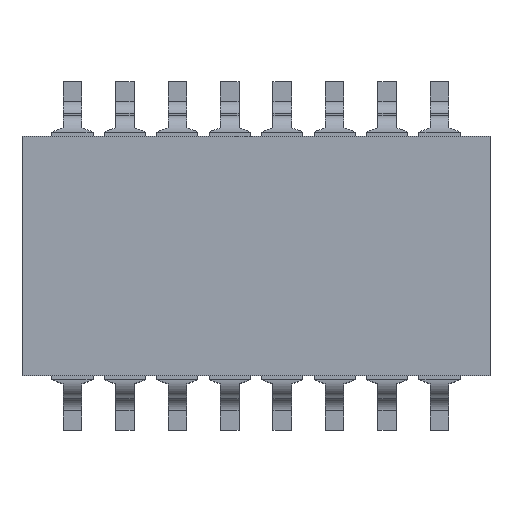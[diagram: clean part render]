
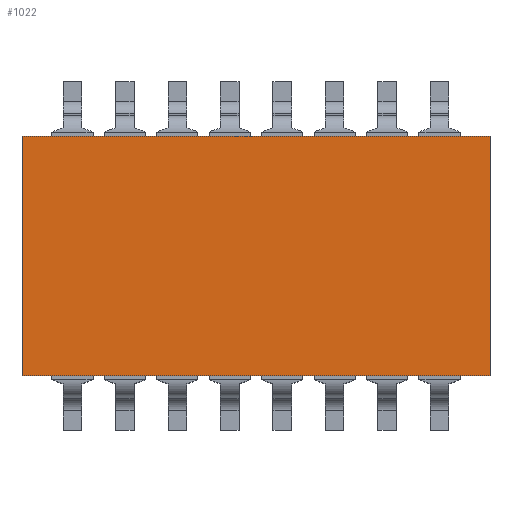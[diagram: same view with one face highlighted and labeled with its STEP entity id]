
A CAD part, top view. The second image highlights one B-rep face of the part: STEP entity #1022.
In plain terms, the highlighted planar face has unit normal (0, 0, 1).
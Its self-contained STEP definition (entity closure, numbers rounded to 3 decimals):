
#1022 = ADVANCED_FACE( '', ( #2258 ), #2259, .T. );
#2258 = FACE_OUTER_BOUND( '', #3894, .T. );
#2259 = PLANE( '', #3895 );
#3894 = EDGE_LOOP( '', ( #5848, #5849, #5850, #5851 ) );
#3895 = AXIS2_PLACEMENT_3D( '', #5852, #5853, #5854 );
#5848 = ORIENTED_EDGE( '', *, *, #10992, .T. );
#5849 = ORIENTED_EDGE( '', *, *, #10993, .T. );
#5850 = ORIENTED_EDGE( '', *, *, #10994, .T. );
#5851 = ORIENTED_EDGE( '', *, *, #10995, .T. );
#5852 = CARTESIAN_POINT( '', ( 0., 0., 0.05 ) );
#5853 = DIRECTION( '', ( 0., 0., 1. ) );
#5854 = DIRECTION( '', ( 1., 0., 0. ) );
#10992 = EDGE_CURVE( '', #13161, #13162, #13163, .T. );
#10993 = EDGE_CURVE( '', #13162, #13164, #13165, .T. );
#10994 = EDGE_CURVE( '', #13164, #13166, #13167, .T. );
#10995 = EDGE_CURVE( '', #13166, #13161, #13168, .T. );
#13161 = VERTEX_POINT( '', #16354 );
#13162 = VERTEX_POINT( '', #16355 );
#13163 = LINE( '', #16356, #16357 );
#13164 = VERTEX_POINT( '', #16358 );
#13165 = LINE( '', #16359, #16360 );
#13166 = VERTEX_POINT( '', #16361 );
#13167 = LINE( '', #16362, #16363 );
#13168 = LINE( '', #16364, #16365 );
#16354 = CARTESIAN_POINT( '', ( -5.665, 2.9, 0.05 ) );
#16355 = CARTESIAN_POINT( '', ( -5.665, -2.9, 0.05 ) );
#16356 = CARTESIAN_POINT( '', ( -5.665, 2.9, 0.05 ) );
#16357 = VECTOR( '', #20835, 1000. );
#16358 = CARTESIAN_POINT( '', ( 5.665, -2.9, 0.05 ) );
#16359 = CARTESIAN_POINT( '', ( -5.665, -2.9, 0.05 ) );
#16360 = VECTOR( '', #20836, 1000. );
#16361 = CARTESIAN_POINT( '', ( 5.665, 2.9, 0.05 ) );
#16362 = CARTESIAN_POINT( '', ( 5.665, -2.9, 0.05 ) );
#16363 = VECTOR( '', #20837, 1000. );
#16364 = CARTESIAN_POINT( '', ( 5.665, 2.9, 0.05 ) );
#16365 = VECTOR( '', #20838, 1000. );
#20835 = DIRECTION( '', ( 0., -1., 0. ) );
#20836 = DIRECTION( '', ( 1., 0., 0. ) );
#20837 = DIRECTION( '', ( 0., 1., 0. ) );
#20838 = DIRECTION( '', ( -1., 0., 0. ) );
